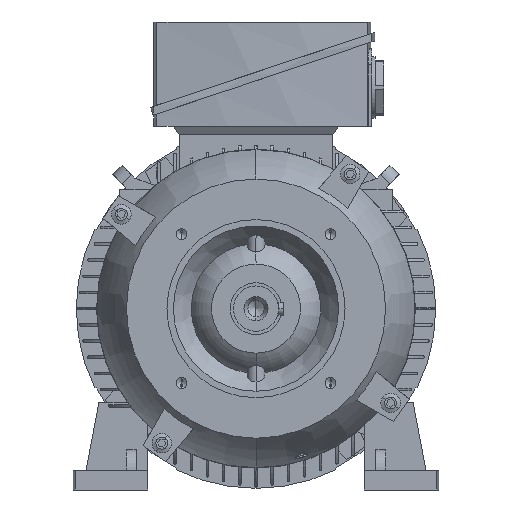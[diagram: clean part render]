
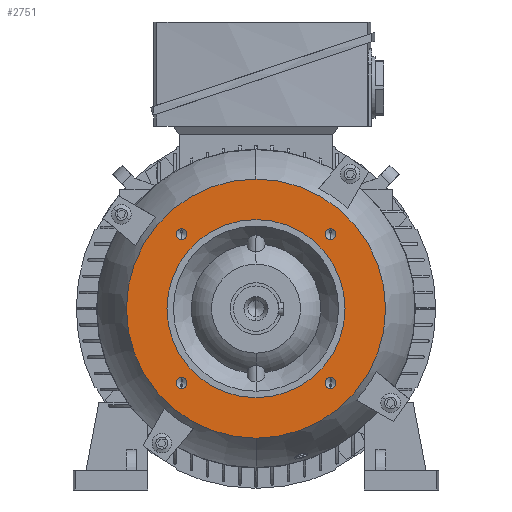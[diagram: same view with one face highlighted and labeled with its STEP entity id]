
A CAD part, left-side view. The second image highlights one B-rep face of the part: STEP entity #2751.
In plain terms, the highlighted planar face has unit normal (-1, 0, 0).
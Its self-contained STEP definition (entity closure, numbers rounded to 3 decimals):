
#2751=ADVANCED_FACE('',(#5548,#5549,#5550,#5551,#5552,#5553),#5554,.T.);
#5548=FACE_BOUND('',#8343,.T.);
#5549=FACE_BOUND('',#8344,.T.);
#5550=FACE_BOUND('',#8345,.T.);
#5551=FACE_BOUND('',#8346,.T.);
#5552=FACE_OUTER_BOUND('',#8347,.T.);
#5553=FACE_BOUND('',#8348,.T.);
#5554=PLANE('',#8349);
#8343=EDGE_LOOP('',(#17041,#17042));
#8344=EDGE_LOOP('',(#17043,#17044));
#8345=EDGE_LOOP('',(#17045,#17046));
#8346=EDGE_LOOP('',(#17047,#17048));
#8347=EDGE_LOOP('',(#17049,#17050));
#8348=EDGE_LOOP('',(#17051,#17052));
#8349=AXIS2_PLACEMENT_3D('',#17053,#17054,#17055);
#17041=ORIENTED_EDGE('',*,*,#20476,.T.);
#17042=ORIENTED_EDGE('',*,*,#17149,.T.);
#17043=ORIENTED_EDGE('',*,*,#20480,.T.);
#17044=ORIENTED_EDGE('',*,*,#17141,.T.);
#17045=ORIENTED_EDGE('',*,*,#20484,.T.);
#17046=ORIENTED_EDGE('',*,*,#17133,.T.);
#17047=ORIENTED_EDGE('',*,*,#20488,.T.);
#17048=ORIENTED_EDGE('',*,*,#17125,.T.);
#17049=ORIENTED_EDGE('',*,*,#20459,.F.);
#17050=ORIENTED_EDGE('',*,*,#17166,.F.);
#17051=ORIENTED_EDGE('',*,*,#17101,.T.);
#17052=ORIENTED_EDGE('',*,*,#20554,.T.);
#17053=CARTESIAN_POINT('',(-40.,0.0,67.5));
#17054=DIRECTION('',(-1.0,0.0,0.));
#17055=DIRECTION('',(0.,0.0,-1.0));
#17101=EDGE_CURVE('',#20560,#20564,#20566,.T.);
#17125=EDGE_CURVE('',#20604,#20601,#20605,.T.);
#17133=EDGE_CURVE('',#20617,#20614,#20618,.T.);
#17141=EDGE_CURVE('',#20630,#20627,#20631,.T.);
#17149=EDGE_CURVE('',#20643,#20640,#20644,.T.);
#17166=EDGE_CURVE('',#20669,#20672,#20673,.T.);
#20459=EDGE_CURVE('',#20672,#20669,#25586,.T.);
#20476=EDGE_CURVE('',#20640,#20643,#25606,.T.);
#20480=EDGE_CURVE('',#20627,#20630,#25610,.T.);
#20484=EDGE_CURVE('',#20614,#20617,#25614,.T.);
#20488=EDGE_CURVE('',#20601,#20604,#25618,.T.);
#20554=EDGE_CURVE('',#20564,#20560,#25702,.T.);
#20560=VERTEX_POINT('',#25708);
#20564=VERTEX_POINT('',#25713);
#20566=CIRCLE('',#25716,55.0);
#20601=VERTEX_POINT('',#25895);
#20604=VERTEX_POINT('',#25899);
#20605=CIRCLE('',#25900,3.325);
#20614=VERTEX_POINT('',#25912);
#20617=VERTEX_POINT('',#25916);
#20618=CIRCLE('',#25917,3.325);
#20627=VERTEX_POINT('',#25929);
#20630=VERTEX_POINT('',#25933);
#20631=CIRCLE('',#25934,3.325);
#20640=VERTEX_POINT('',#25946);
#20643=VERTEX_POINT('',#25950);
#20644=CIRCLE('',#25951,3.325);
#20669=VERTEX_POINT('',#25997);
#20672=VERTEX_POINT('',#26000);
#20673=CIRCLE('',#26001,80.);
#25586=CIRCLE('',#38271,80.);
#25606=CIRCLE('',#38425,3.325);
#25610=CIRCLE('',#38429,3.325);
#25614=CIRCLE('',#38433,3.325);
#25618=CIRCLE('',#38437,3.325);
#25702=CIRCLE('',#38691,55.0);
#25708=CARTESIAN_POINT('',(-40.0,0.0,55.0));
#25713=CARTESIAN_POINT('',(-40.0,0.,-55.0));
#25716=AXIS2_PLACEMENT_3D('',#38700,#38701,#38702);
#25895=CARTESIAN_POINT('',(-40.0,-45.962,42.637));
#25899=CARTESIAN_POINT('',(-40.,-45.962,49.287));
#25900=AXIS2_PLACEMENT_3D('',#38728,#38729,#38730);
#25912=CARTESIAN_POINT('',(-40.0,-45.962,-49.287));
#25916=CARTESIAN_POINT('',(-40.,-45.962,-42.637));
#25917=AXIS2_PLACEMENT_3D('',#38738,#38739,#38740);
#25929=CARTESIAN_POINT('',(-40.0,45.962,-49.287));
#25933=CARTESIAN_POINT('',(-40.,45.962,-42.637));
#25934=AXIS2_PLACEMENT_3D('',#38748,#38749,#38750);
#25946=CARTESIAN_POINT('',(-40.0,45.962,42.637));
#25950=CARTESIAN_POINT('',(-40.,45.962,49.287));
#25951=AXIS2_PLACEMENT_3D('',#38758,#38759,#38760);
#25997=CARTESIAN_POINT('',(-40.,0.,-80.));
#26000=CARTESIAN_POINT('',(-40.,0.0,80.));
#26001=AXIS2_PLACEMENT_3D('',#38781,#38782,#38783);
#38271=AXIS2_PLACEMENT_3D('',#41993,#41994,#41995);
#38425=AXIS2_PLACEMENT_3D('',#42008,#42009,#42010);
#38429=AXIS2_PLACEMENT_3D('',#42014,#42015,#42016);
#38433=AXIS2_PLACEMENT_3D('',#42020,#42021,#42022);
#38437=AXIS2_PLACEMENT_3D('',#42026,#42027,#42028);
#38691=AXIS2_PLACEMENT_3D('',#42076,#42077,#42078);
#38700=CARTESIAN_POINT('',(-40.0,0.0,0.0));
#38701=DIRECTION('',(1.0,0.0,-0.0));
#38702=DIRECTION('',(0.0,0.0,1.0));
#38728=CARTESIAN_POINT('',(-40.,-45.962,45.962));
#38729=DIRECTION('',(1.0,0.0,0.));
#38730=DIRECTION('',(0.,0.0,-1.0));
#38738=CARTESIAN_POINT('',(-40.,-45.962,-45.962));
#38739=DIRECTION('',(1.0,0.0,0.));
#38740=DIRECTION('',(0.,0.0,-1.0));
#38748=CARTESIAN_POINT('',(-40.,45.962,-45.962));
#38749=DIRECTION('',(1.0,0.0,0.));
#38750=DIRECTION('',(0.,0.0,-1.0));
#38758=CARTESIAN_POINT('',(-40.,45.962,45.962));
#38759=DIRECTION('',(1.0,0.0,0.));
#38760=DIRECTION('',(0.,0.0,-1.0));
#38781=CARTESIAN_POINT('',(-40.,0.0,0.0));
#38782=DIRECTION('',(1.0,0.0,-0.0));
#38783=DIRECTION('',(0.0,0.0,1.0));
#41993=CARTESIAN_POINT('',(-40.,0.0,0.0));
#41994=DIRECTION('',(1.0,0.0,-0.0));
#41995=DIRECTION('',(0.0,0.0,1.0));
#42008=CARTESIAN_POINT('',(-40.,45.962,45.962));
#42009=DIRECTION('',(1.0,0.0,0.));
#42010=DIRECTION('',(0.,0.0,-1.0));
#42014=CARTESIAN_POINT('',(-40.,45.962,-45.962));
#42015=DIRECTION('',(1.0,0.0,0.));
#42016=DIRECTION('',(0.,0.0,-1.0));
#42020=CARTESIAN_POINT('',(-40.,-45.962,-45.962));
#42021=DIRECTION('',(1.0,0.0,0.));
#42022=DIRECTION('',(0.,0.0,-1.0));
#42026=CARTESIAN_POINT('',(-40.,-45.962,45.962));
#42027=DIRECTION('',(1.0,0.0,0.));
#42028=DIRECTION('',(0.,0.0,-1.0));
#42076=CARTESIAN_POINT('',(-40.0,0.0,0.0));
#42077=DIRECTION('',(1.0,0.0,-0.0));
#42078=DIRECTION('',(0.0,0.0,1.0));
